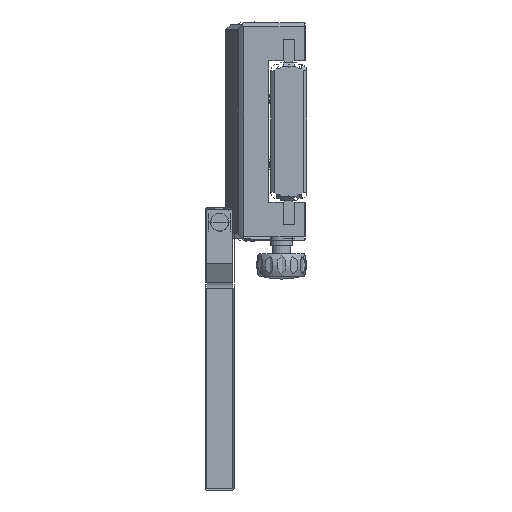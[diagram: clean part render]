
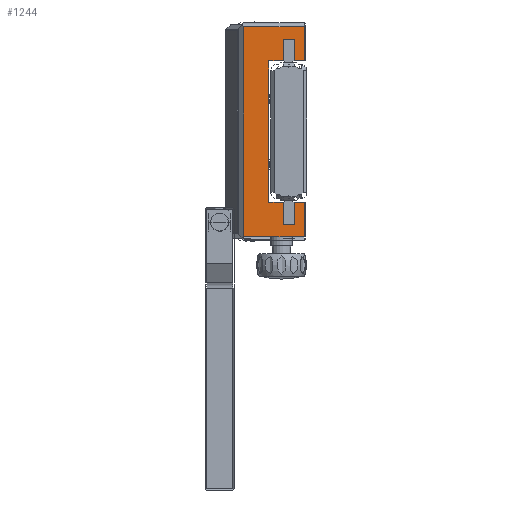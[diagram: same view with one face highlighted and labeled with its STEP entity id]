
A CAD part, left-side view. The second image highlights one B-rep face of the part: STEP entity #1244.
In plain terms, the highlighted planar face has unit normal (-1, 0, 0).
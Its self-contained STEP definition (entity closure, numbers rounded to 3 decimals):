
#1=DIRECTION('',(0.,-1.,0.));
#2=VECTOR('',#1,2.79);
#3=CARTESIAN_POINT('',(-85.,-1.51,-19.5));
#4=LINE('',#3,#2);
#5=DIRECTION('',(0.,0.,-1.));
#6=VECTOR('',#5,9.5);
#7=CARTESIAN_POINT('',(-85.,-4.3,-19.5));
#8=LINE('',#7,#6);
#9=DIRECTION('',(0.,1.,0.));
#10=VECTOR('',#9,16.8);
#11=CARTESIAN_POINT('',(-85.,-4.3,-29.));
#12=LINE('',#11,#10);
#13=DIRECTION('',(0.,0.,-1.));
#14=VECTOR('',#13,58.);
#15=CARTESIAN_POINT('',(-85.,12.5,29.));
#16=LINE('',#15,#14);
#17=DIRECTION('',(0.,1.,0.));
#18=VECTOR('',#17,16.8);
#19=CARTESIAN_POINT('',(-85.,-4.3,29.));
#20=LINE('',#19,#18);
#21=DIRECTION('',(0.,0.,-1.));
#22=VECTOR('',#21,9.5);
#23=CARTESIAN_POINT('',(-85.,-4.3,29.));
#24=LINE('',#23,#22);
#25=DIRECTION('',(0.,1.,0.));
#26=VECTOR('',#25,2.79);
#27=CARTESIAN_POINT('',(-85.,-4.3,19.5));
#28=LINE('',#27,#26);
#29=DIRECTION('',(0.,0.,1.));
#30=VECTOR('',#29,6.);
#31=CARTESIAN_POINT('',(-85.,-1.51,19.5));
#32=LINE('',#31,#30);
#33=DIRECTION('',(0.,1.,0.));
#34=VECTOR('',#33,3.02);
#35=CARTESIAN_POINT('',(-85.,-1.51,25.5));
#36=LINE('',#35,#34);
#37=DIRECTION('',(0.,0.,-1.));
#38=VECTOR('',#37,6.);
#39=CARTESIAN_POINT('',(-85.,1.51,25.5));
#40=LINE('',#39,#38);
#41=DIRECTION('',(0.,1.,0.));
#42=VECTOR('',#41,3.99);
#43=CARTESIAN_POINT('',(-85.,1.51,19.5));
#44=LINE('',#43,#42);
#45=DIRECTION('',(0.,0.,-1.));
#46=VECTOR('',#45,39.);
#47=CARTESIAN_POINT('',(-85.,5.5,19.5));
#48=LINE('',#47,#46);
#49=DIRECTION('',(0.,-1.,0.));
#50=VECTOR('',#49,3.99);
#51=CARTESIAN_POINT('',(-85.,5.5,-19.5));
#52=LINE('',#51,#50);
#53=DIRECTION('',(0.,0.,-1.));
#54=VECTOR('',#53,6.1);
#55=CARTESIAN_POINT('',(-85.,1.51,-19.5));
#56=LINE('',#55,#54);
#57=DIRECTION('',(0.,-1.,0.));
#58=VECTOR('',#57,3.02);
#59=CARTESIAN_POINT('',(-85.,1.51,-25.6));
#60=LINE('',#59,#58);
#61=DIRECTION('',(0.,0.,1.));
#62=VECTOR('',#61,6.1);
#63=CARTESIAN_POINT('',(-85.,-1.51,-25.6));
#64=LINE('',#63,#62);
#728=CARTESIAN_POINT('',(-85.,12.5,29.));
#906=CARTESIAN_POINT('',(-85.,-1.51,-25.6));
#907=CARTESIAN_POINT('',(-85.,1.51,-25.6));
#908=VERTEX_POINT('',#906);
#909=VERTEX_POINT('',#907);
#910=CARTESIAN_POINT('',(-85.,1.51,25.5));
#911=CARTESIAN_POINT('',(-85.,-1.51,25.5));
#912=VERTEX_POINT('',#910);
#913=VERTEX_POINT('',#911);
#922=CARTESIAN_POINT('',(-85.,1.51,-19.5));
#923=CARTESIAN_POINT('',(-85.,5.5,-19.5));
#924=VERTEX_POINT('',#922);
#925=VERTEX_POINT('',#923);
#926=CARTESIAN_POINT('',(-85.,5.5,19.5));
#927=VERTEX_POINT('',#926);
#928=CARTESIAN_POINT('',(-85.,1.51,19.5));
#929=VERTEX_POINT('',#928);
#938=CARTESIAN_POINT('',(-85.,-1.51,19.5));
#939=VERTEX_POINT('',#938);
#940=CARTESIAN_POINT('',(-85.,-1.51,-19.5));
#941=VERTEX_POINT('',#940);
#990=VERTEX_POINT('',#728);
#991=CARTESIAN_POINT('',(-85.,12.5,-29.));
#992=VERTEX_POINT('',#991);
#1021=CARTESIAN_POINT('',(-85.,-4.3,29.));
#1022=VERTEX_POINT('',#1021);
#1023=CARTESIAN_POINT('',(-85.,-4.3,-29.));
#1024=VERTEX_POINT('',#1023);
#1029=CARTESIAN_POINT('',(-85.,-4.3,19.5));
#1031=VERTEX_POINT('',#1029);
#1034=CARTESIAN_POINT('',(-85.,-4.3,-19.5));
#1036=VERTEX_POINT('',#1034);
#1205=CARTESIAN_POINT('',(-85.,0.,0.));
#1206=DIRECTION('',(1.,0.,0.));
#1207=DIRECTION('',(0.,-1.,0.));
#1208=AXIS2_PLACEMENT_3D('',#1205,#1206,#1207);
#1209=PLANE('',#1208);
#1211=ORIENTED_EDGE('',*,*,#1210,.T.);
#1213=ORIENTED_EDGE('',*,*,#1212,.T.);
#1215=ORIENTED_EDGE('',*,*,#1214,.T.);
#1217=ORIENTED_EDGE('',*,*,#1216,.F.);
#1219=ORIENTED_EDGE('',*,*,#1218,.F.);
#1221=ORIENTED_EDGE('',*,*,#1220,.T.);
#1223=ORIENTED_EDGE('',*,*,#1222,.T.);
#1225=ORIENTED_EDGE('',*,*,#1224,.T.);
#1227=ORIENTED_EDGE('',*,*,#1226,.T.);
#1229=ORIENTED_EDGE('',*,*,#1228,.T.);
#1231=ORIENTED_EDGE('',*,*,#1230,.T.);
#1233=ORIENTED_EDGE('',*,*,#1232,.T.);
#1235=ORIENTED_EDGE('',*,*,#1234,.T.);
#1237=ORIENTED_EDGE('',*,*,#1236,.T.);
#1239=ORIENTED_EDGE('',*,*,#1238,.T.);
#1241=ORIENTED_EDGE('',*,*,#1240,.T.);
#1242=EDGE_LOOP('',(#1211,#1213,#1215,#1217,#1219,#1221,#1223,#1225,#1227,#1229,
#1231,#1233,#1235,#1237,#1239,#1241));
#1243=FACE_OUTER_BOUND('',#1242,.F.);
#1244=ADVANCED_FACE('',(#1243),#1209,.F.);
#1210=EDGE_CURVE('',#941,#1036,#4,.T.);
#1212=EDGE_CURVE('',#1036,#1024,#8,.T.);
#1214=EDGE_CURVE('',#1024,#992,#12,.T.);
#1216=EDGE_CURVE('',#990,#992,#16,.T.);
#1218=EDGE_CURVE('',#1022,#990,#20,.T.);
#1220=EDGE_CURVE('',#1022,#1031,#24,.T.);
#1222=EDGE_CURVE('',#1031,#939,#28,.T.);
#1224=EDGE_CURVE('',#939,#913,#32,.T.);
#1226=EDGE_CURVE('',#913,#912,#36,.T.);
#1228=EDGE_CURVE('',#912,#929,#40,.T.);
#1230=EDGE_CURVE('',#929,#927,#44,.T.);
#1232=EDGE_CURVE('',#927,#925,#48,.T.);
#1234=EDGE_CURVE('',#925,#924,#52,.T.);
#1236=EDGE_CURVE('',#924,#909,#56,.T.);
#1238=EDGE_CURVE('',#909,#908,#60,.T.);
#1240=EDGE_CURVE('',#908,#941,#64,.T.);
